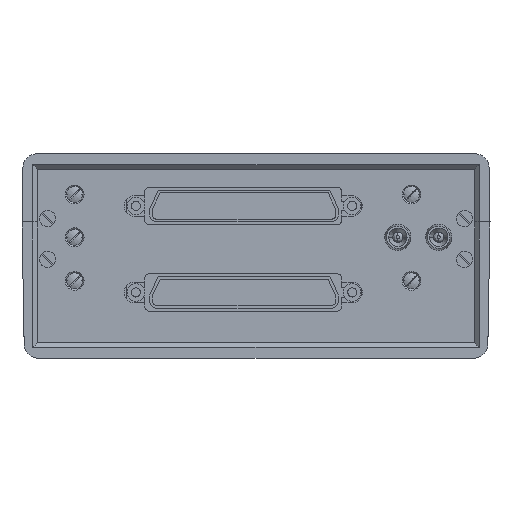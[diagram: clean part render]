
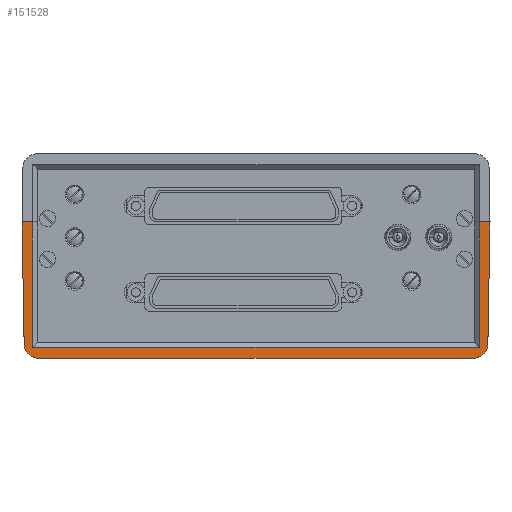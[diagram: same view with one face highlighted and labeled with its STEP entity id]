
A CAD part, left-side view. The second image highlights one B-rep face of the part: STEP entity #151528.
In plain terms, the highlighted face is planar.
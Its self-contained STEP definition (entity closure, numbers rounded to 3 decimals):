
#304 = VECTOR ( 'NONE', #38326, 1000. ) ;
#2800 = VERTEX_POINT ( 'NONE', #5172 ) ;
#3751 = VERTEX_POINT ( 'NONE', #5613 ) ;
#4105 = AXIS2_PLACEMENT_3D ( 'NONE', #20894, #44718, #80073 ) ;
#5172 = CARTESIAN_POINT ( 'NONE',  ( -17.227, -16.32, -95. ) ) ;
#5613 = CARTESIAN_POINT ( 'NONE',  ( -13.228, -20.25, -95. ) ) ;
#7385 = CARTESIAN_POINT ( 'NONE',  ( -13.228, -16.25, -95. ) ) ;
#7655 = LINE ( 'NONE', #10704, #123635 ) ;
#9666 = DIRECTION ( 'NONE',  ( -0.017, -1., 0. ) ) ;
#10133 = CARTESIAN_POINT ( 'NONE',  ( -14.657, 19.75, -95. ) ) ;
#10704 = CARTESIAN_POINT ( 'NONE',  ( -17.857, 19.75, -95. ) ) ;
#11418 = EDGE_CURVE ( 'NONE', #20060, #11464, #30196, .T. ) ;
#11464 = VERTEX_POINT ( 'NONE', #10133 ) ;
#13292 = DIRECTION ( 'NONE',  ( 1., 0., 0. ) ) ;
#14684 = EDGE_CURVE ( 'NONE', #2800, #3751, #147693, .T. ) ;
#14942 = CARTESIAN_POINT ( 'NONE',  ( 119.643, 19.75, -95. ) ) ;
#16294 = CARTESIAN_POINT ( 'NONE',  ( 116.443, -17.05, -95. ) ) ;
#17287 = LINE ( 'NONE', #131803, #103629 ) ;
#18156 = CARTESIAN_POINT ( 'NONE',  ( 119.643, 19.75, -95. ) ) ;
#18777 = VERTEX_POINT ( 'NONE', #64954 ) ;
#20060 = VERTEX_POINT ( 'NONE', #138085 ) ;
#20894 = CARTESIAN_POINT ( 'NONE',  ( -7.654, -7.697, -95. ) ) ;
#23415 = VECTOR ( 'NONE', #9666, 1000. ) ;
#25451 = ORIENTED_EDGE ( 'NONE', *, *, #78478, .F. ) ;
#26031 = LINE ( 'NONE', #143511, #304 ) ;
#26313 = VERTEX_POINT ( 'NONE', #32244 ) ;
#26439 = EDGE_CURVE ( 'NONE', #86438, #11464, #7655, .T. ) ;
#28845 = EDGE_CURVE ( 'NONE', #82979, #26313, #89604, .T. ) ;
#30196 = LINE ( 'NONE', #143868, #107423 ) ;
#32244 = CARTESIAN_POINT ( 'NONE',  ( 119.013, -16.32, -95. ) ) ;
#33002 = CARTESIAN_POINT ( 'NONE',  ( 119.643, 19.75, -95. ) ) ;
#34705 = FACE_OUTER_BOUND ( 'NONE', #104554, .T. ) ;
#38326 = DIRECTION ( 'NONE',  ( -1., 0., 0. ) ) ;
#40083 = ORIENTED_EDGE ( 'NONE', *, *, #57172, .F. ) ;
#44718 = DIRECTION ( 'NONE',  ( 0., 0., 1. ) ) ;
#44900 = CIRCLE ( 'NONE', #96429, 4. ) ;
#53793 = VECTOR ( 'NONE', #13292, 1000. ) ;
#54514 = DIRECTION ( 'NONE',  ( 1., 0., 0. ) ) ;
#57172 = EDGE_CURVE ( 'NONE', #86438, #2800, #17287, .T. ) ;
#59372 = EDGE_CURVE ( 'NONE', #88556, #18777, #71960, .T. ) ;
#62042 = ORIENTED_EDGE ( 'NONE', *, *, #68727, .T. ) ;
#62064 = CARTESIAN_POINT ( 'NONE',  ( 115.014, -20.25, -95. ) ) ;
#62695 = CARTESIAN_POINT ( 'NONE',  ( 116.443, -17.05, -95. ) ) ;
#64954 = CARTESIAN_POINT ( 'NONE',  ( 116.443, 19.75, -95. ) ) ;
#68727 = EDGE_CURVE ( 'NONE', #26313, #93045, #44900, .T. ) ;
#71960 = LINE ( 'NONE', #62695, #125655 ) ;
#76716 = EDGE_CURVE ( 'NONE', #3751, #93045, #118541, .T. ) ;
#77521 = ORIENTED_EDGE ( 'NONE', *, *, #59372, .T. ) ;
#78478 = EDGE_CURVE ( 'NONE', #82979, #18777, #120200, .T. ) ;
#80073 = DIRECTION ( 'NONE',  ( 1., 0., 0. ) ) ;
#82631 = DIRECTION ( 'NONE',  ( -1., 0., 0. ) ) ;
#82979 = VERTEX_POINT ( 'NONE', #33002 ) ;
#86438 = VERTEX_POINT ( 'NONE', #150561 ) ;
#88359 = VECTOR ( 'NONE', #82631, 1000. ) ;
#88556 = VERTEX_POINT ( 'NONE', #16294 ) ;
#89604 = LINE ( 'NONE', #18156, #23415 ) ;
#93045 = VERTEX_POINT ( 'NONE', #62064 ) ;
#95244 = ORIENTED_EDGE ( 'NONE', *, *, #28845, .T. ) ;
#95775 = DIRECTION ( 'NONE',  ( 0., 1., 0. ) ) ;
#96000 = ORIENTED_EDGE ( 'NONE', *, *, #11418, .F. ) ;
#96429 = AXIS2_PLACEMENT_3D ( 'NONE', #103048, #149842, #137613 ) ;
#97360 = ORIENTED_EDGE ( 'NONE', *, *, #26439, .T. ) ;
#97971 = DIRECTION ( 'NONE',  ( 0.017, -1., 0. ) ) ;
#99597 = DIRECTION ( 'NONE',  ( 0., 0., 1. ) ) ;
#103048 = CARTESIAN_POINT ( 'NONE',  ( 115.014, -16.25, -95. ) ) ;
#103629 = VECTOR ( 'NONE', #97971, 1000. ) ;
#104554 = EDGE_LOOP ( 'NONE', ( #148285, #77521, #25451, #95244, #62042, #106628, #135115, #40083, #97360, #96000 ) ) ;
#105856 = EDGE_CURVE ( 'NONE', #88556, #20060, #26031, .T. ) ;
#106628 = ORIENTED_EDGE ( 'NONE', *, *, #76716, .F. ) ;
#107423 = VECTOR ( 'NONE', #120859, 1000. ) ;
#118541 = LINE ( 'NONE', #119302, #53793 ) ;
#119302 = CARTESIAN_POINT ( 'NONE',  ( -13.228, -20.25, -95. ) ) ;
#120200 = LINE ( 'NONE', #14942, #88359 ) ;
#120859 = DIRECTION ( 'NONE',  ( 0., 1., 0. ) ) ;
#123635 = VECTOR ( 'NONE', #54514, 1000. ) ;
#125655 = VECTOR ( 'NONE', #95775, 1000. ) ;
#128116 = AXIS2_PLACEMENT_3D ( 'NONE', #7385, #99597, #145648 ) ;
#131803 = CARTESIAN_POINT ( 'NONE',  ( -17.857, 19.75, -95. ) ) ;
#135115 = ORIENTED_EDGE ( 'NONE', *, *, #14684, .F. ) ;
#137613 = DIRECTION ( 'NONE',  ( -1., 0., 0. ) ) ;
#138085 = CARTESIAN_POINT ( 'NONE',  ( -14.657, -17.05, -95. ) ) ;
#140670 = PLANE ( 'NONE',  #4105 ) ;
#143511 = CARTESIAN_POINT ( 'NONE',  ( 116.443, -17.05, -95. ) ) ;
#143868 = CARTESIAN_POINT ( 'NONE',  ( -14.657, -17.05, -95. ) ) ;
#145648 = DIRECTION ( 'NONE',  ( 1., 0., 0. ) ) ;
#147693 = CIRCLE ( 'NONE', #128116, 4. ) ;
#148285 = ORIENTED_EDGE ( 'NONE', *, *, #105856, .F. ) ;
#149842 = DIRECTION ( 'NONE',  ( 0., 0., -1. ) ) ;
#150561 = CARTESIAN_POINT ( 'NONE',  ( -17.857, 19.75, -95. ) ) ;
#151528 = ADVANCED_FACE ( 'NONE', ( #34705 ), #140670, .F. ) ;
